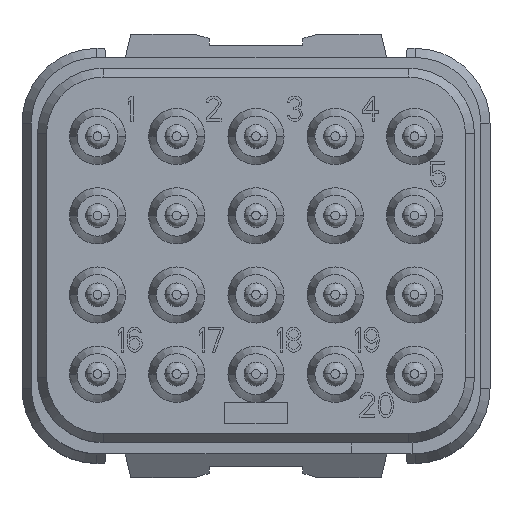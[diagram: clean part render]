
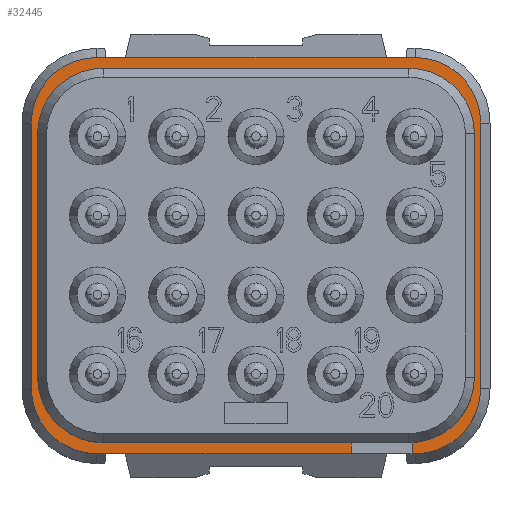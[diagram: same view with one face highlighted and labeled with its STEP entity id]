
A CAD part, top view. The second image highlights one B-rep face of the part: STEP entity #32445.
In plain terms, the highlighted planar face has unit normal (0, 0, 1).
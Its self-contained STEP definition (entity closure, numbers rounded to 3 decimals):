
#1=DIRECTION('',(-1.,0.,0.));
#2=VECTOR('',#1,0.1);
#3=CARTESIAN_POINT('',(5.1,-6.35,0.));
#4=LINE('',#3,#2);
#5=DIRECTION('',(0.,1.,0.));
#6=VECTOR('',#5,0.352);
#7=CARTESIAN_POINT('',(5.,-6.35,0.));
#8=LINE('',#7,#6);
#9=CARTESIAN_POINT('',(4.9,-3.9,0.));
#10=DIRECTION('',(0.,0.,1.));
#11=DIRECTION('',(0.048,-0.999,0.));
#12=AXIS2_PLACEMENT_3D('',#9,#10,#11);
#14=DIRECTION('',(0.,1.,0.));
#15=VECTOR('',#14,7.8);
#16=CARTESIAN_POINT('',(7.,-3.9,0.));
#17=LINE('',#16,#15);
#18=CARTESIAN_POINT('',(4.9,3.9,0.));
#19=DIRECTION('',(0.,0.,1.));
#20=DIRECTION('',(1.,0.,0.));
#21=AXIS2_PLACEMENT_3D('',#18,#19,#20);
#23=DIRECTION('',(-1.,0.,0.));
#24=VECTOR('',#23,9.8);
#25=CARTESIAN_POINT('',(4.9,6.,0.));
#26=LINE('',#25,#24);
#27=CARTESIAN_POINT('',(-4.9,3.9,0.));
#28=DIRECTION('',(0.,0.,1.));
#29=DIRECTION('',(0.,1.,0.));
#30=AXIS2_PLACEMENT_3D('',#27,#28,#29);
#32=DIRECTION('',(0.,-1.,0.));
#33=VECTOR('',#32,7.8);
#34=CARTESIAN_POINT('',(-7.,3.9,0.));
#35=LINE('',#34,#33);
#36=CARTESIAN_POINT('',(-4.9,-3.9,0.));
#37=DIRECTION('',(0.,0.,1.));
#38=DIRECTION('',(-1.,0.,0.));
#39=AXIS2_PLACEMENT_3D('',#36,#37,#38);
#41=DIRECTION('',(1.,0.,0.));
#42=VECTOR('',#41,7.95);
#43=CARTESIAN_POINT('',(-4.9,-6.,0.));
#44=LINE('',#43,#42);
#45=DIRECTION('',(0.,1.,0.));
#46=VECTOR('',#45,0.35);
#47=CARTESIAN_POINT('',(3.05,-6.35,0.));
#48=LINE('',#47,#46);
#49=DIRECTION('',(-1.,0.,0.));
#50=VECTOR('',#49,8.15);
#51=CARTESIAN_POINT('',(3.05,-6.35,0.));
#52=LINE('',#51,#50);
#53=DIRECTION('',(0.,1.,0.));
#54=VECTOR('',#53,8.5);
#55=CARTESIAN_POINT('',(-7.2,-4.25,0.));
#56=LINE('',#55,#54);
#57=DIRECTION('',(1.,0.,0.));
#58=VECTOR('',#57,10.2);
#59=CARTESIAN_POINT('',(-5.1,6.35,0.));
#60=LINE('',#59,#58);
#61=DIRECTION('',(0.,-1.,0.));
#62=VECTOR('',#61,8.5);
#63=CARTESIAN_POINT('',(7.2,4.25,0.));
#64=LINE('',#63,#62);
#7472=CARTESIAN_POINT('',(5.1,-4.25,0.));
#7473=DIRECTION('',(0.,0.,-1.));
#7474=DIRECTION('',(1.,0.,0.));
#7475=AXIS2_PLACEMENT_3D('',#7472,#7473,#7474);
#7509=CARTESIAN_POINT('',(-5.1,4.25,0.));
#7510=DIRECTION('',(0.,0.,-1.));
#7511=DIRECTION('',(-1.,0.,0.));
#7512=AXIS2_PLACEMENT_3D('',#7509,#7510,#7511);
#7526=CARTESIAN_POINT('',(5.1,4.25,0.));
#7527=DIRECTION('',(0.,0.,-1.));
#7528=DIRECTION('',(0.,1.,0.));
#7529=AXIS2_PLACEMENT_3D('',#7526,#7527,#7528);
#7543=CARTESIAN_POINT('',(-5.1,-4.25,0.));
#7544=DIRECTION('',(0.,0.,-1.));
#7545=DIRECTION('',(0.,-1.,0.));
#7546=AXIS2_PLACEMENT_3D('',#7543,#7544,#7545);
#25238=CARTESIAN_POINT('',(5.1,6.35,0.));
#25239=CARTESIAN_POINT('',(7.2,4.25,0.));
#25240=VERTEX_POINT('',#25238);
#25241=VERTEX_POINT('',#25239);
#25242=CARTESIAN_POINT('',(-7.2,4.25,0.));
#25243=CARTESIAN_POINT('',(-5.1,6.35,0.));
#25244=VERTEX_POINT('',#25242);
#25245=VERTEX_POINT('',#25243);
#25246=CARTESIAN_POINT('',(-5.1,-6.35,0.));
#25247=CARTESIAN_POINT('',(-7.2,-4.25,0.));
#25248=VERTEX_POINT('',#25246);
#25249=VERTEX_POINT('',#25247);
#25250=CARTESIAN_POINT('',(7.2,-4.25,0.));
#25251=CARTESIAN_POINT('',(5.1,-6.35,0.));
#25252=VERTEX_POINT('',#25250);
#25253=VERTEX_POINT('',#25251);
#25394=CARTESIAN_POINT('',(-7.,3.9,0.));
#25395=CARTESIAN_POINT('',(-7.,-3.9,0.));
#25396=VERTEX_POINT('',#25394);
#25397=VERTEX_POINT('',#25395);
#25398=CARTESIAN_POINT('',(-4.9,-6.,0.));
#25399=VERTEX_POINT('',#25398);
#25400=CARTESIAN_POINT('',(7.,-3.9,0.));
#25401=CARTESIAN_POINT('',(7.,3.9,0.));
#25402=VERTEX_POINT('',#25400);
#25403=VERTEX_POINT('',#25401);
#25404=CARTESIAN_POINT('',(4.9,6.,0.));
#25405=VERTEX_POINT('',#25404);
#25406=CARTESIAN_POINT('',(-4.9,6.,0.));
#25407=VERTEX_POINT('',#25406);
#25788=CARTESIAN_POINT('',(5.,-6.35,0.));
#25789=VERTEX_POINT('',#25788);
#25790=CARTESIAN_POINT('',(3.05,-6.35,0.));
#25791=VERTEX_POINT('',#25790);
#25792=CARTESIAN_POINT('',(3.05,-6.,0.));
#25793=VERTEX_POINT('',#25792);
#25798=CARTESIAN_POINT('',(5.,-5.998,0.));
#25799=VERTEX_POINT('',#25798);
#32400=CARTESIAN_POINT('',(0.,0.,0.));
#32401=DIRECTION('',(0.,0.,1.));
#32402=DIRECTION('',(1.,0.,0.));
#32403=AXIS2_PLACEMENT_3D('',#32400,#32401,#32402);
#32404=PLANE('',#32403);
#32406=ORIENTED_EDGE('',*,*,#32405,.T.);
#32408=ORIENTED_EDGE('',*,*,#32407,.T.);
#32410=ORIENTED_EDGE('',*,*,#32409,.T.);
#32412=ORIENTED_EDGE('',*,*,#32411,.T.);
#32414=ORIENTED_EDGE('',*,*,#32413,.T.);
#32416=ORIENTED_EDGE('',*,*,#32415,.T.);
#32418=ORIENTED_EDGE('',*,*,#32417,.T.);
#32420=ORIENTED_EDGE('',*,*,#32419,.T.);
#32422=ORIENTED_EDGE('',*,*,#32421,.T.);
#32424=ORIENTED_EDGE('',*,*,#32423,.T.);
#32426=ORIENTED_EDGE('',*,*,#32425,.F.);
#32428=ORIENTED_EDGE('',*,*,#32427,.T.);
#32430=ORIENTED_EDGE('',*,*,#32429,.T.);
#32432=ORIENTED_EDGE('',*,*,#32431,.T.);
#32434=ORIENTED_EDGE('',*,*,#32433,.T.);
#32436=ORIENTED_EDGE('',*,*,#32435,.T.);
#32438=ORIENTED_EDGE('',*,*,#32437,.T.);
#32440=ORIENTED_EDGE('',*,*,#32439,.T.);
#32442=ORIENTED_EDGE('',*,*,#32441,.T.);
#32443=EDGE_LOOP('',(#32406,#32408,#32410,#32412,#32414,#32416,#32418,#32420,
#32422,#32424,#32426,#32428,#32430,#32432,#32434,#32436,#32438,#32440,#32442));
#32444=FACE_OUTER_BOUND('',#32443,.F.);
#32445=ADVANCED_FACE('',(#32444),#32404,.T.);
#13=CIRCLE('',#12,2.1);
#22=CIRCLE('',#21,2.1);
#31=CIRCLE('',#30,2.1);
#40=CIRCLE('',#39,2.1);
#7476=CIRCLE('',#7475,2.1);
#7513=CIRCLE('',#7512,2.1);
#7530=CIRCLE('',#7529,2.1);
#7547=CIRCLE('',#7546,2.1);
#32405=EDGE_CURVE('',#25253,#25789,#4,.T.);
#32407=EDGE_CURVE('',#25789,#25799,#8,.T.);
#32409=EDGE_CURVE('',#25799,#25402,#13,.T.);
#32411=EDGE_CURVE('',#25402,#25403,#17,.T.);
#32413=EDGE_CURVE('',#25403,#25405,#22,.T.);
#32415=EDGE_CURVE('',#25405,#25407,#26,.T.);
#32417=EDGE_CURVE('',#25407,#25396,#31,.T.);
#32419=EDGE_CURVE('',#25396,#25397,#35,.T.);
#32421=EDGE_CURVE('',#25397,#25399,#40,.T.);
#32423=EDGE_CURVE('',#25399,#25793,#44,.T.);
#32425=EDGE_CURVE('',#25791,#25793,#48,.T.);
#32427=EDGE_CURVE('',#25791,#25248,#52,.T.);
#32429=EDGE_CURVE('',#25248,#25249,#7547,.T.);
#32431=EDGE_CURVE('',#25249,#25244,#56,.T.);
#32433=EDGE_CURVE('',#25244,#25245,#7513,.T.);
#32435=EDGE_CURVE('',#25245,#25240,#60,.T.);
#32437=EDGE_CURVE('',#25240,#25241,#7530,.T.);
#32439=EDGE_CURVE('',#25241,#25252,#64,.T.);
#32441=EDGE_CURVE('',#25252,#25253,#7476,.T.);
